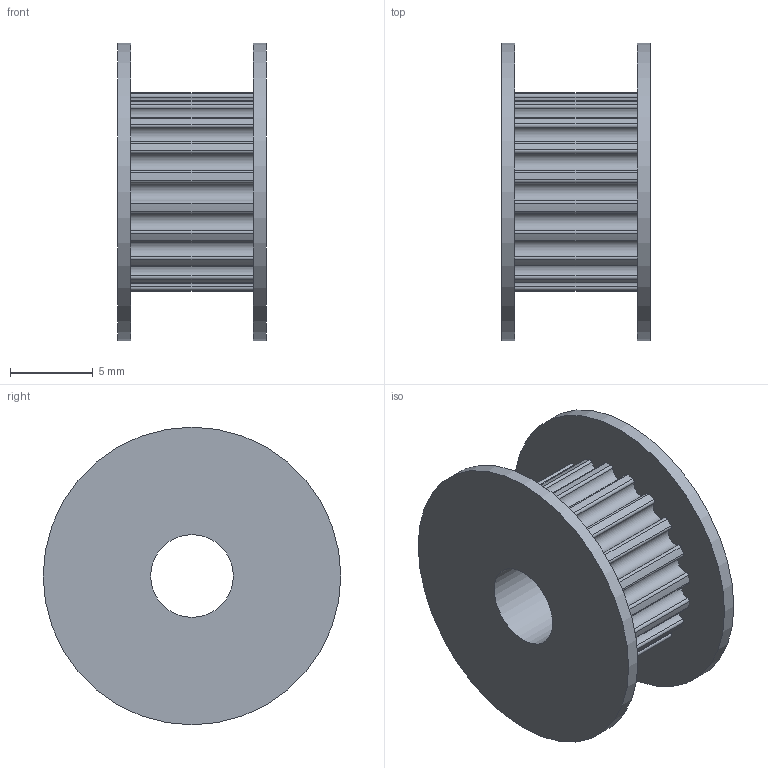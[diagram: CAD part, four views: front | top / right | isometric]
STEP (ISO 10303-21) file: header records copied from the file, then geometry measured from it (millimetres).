
FILE_DESCRIPTION(/* description */ (''),/* implementation_level */ '2;1');
FILE_NAME(/* name */ 'GT2Pulley20T.step',/* time_stamp */ '2020-11-20T05:28:49-05:00',/* author */ (''),/* organization */ (''),/* preprocessor_version */ 'ST-DEVELOPER v18.1',/* originating_system */ 'Autodesk Translation Framework v9.3.0.1241',/* authorisation */ '');
FILE_SCHEMA (('AUTOMOTIVE_DESIGN { 1 0 10303 214 3 1 1 }'));
Length unit declared in the file: millimetre
Products named in the file (1): GT2_20t_wheel_pulley
Bounding box: 9 x 18 x 18 mm (x, y, z)
Volume: 978.8 mm3; surface area: 1408.3 mm2
Topology: 1 solids, 1 shells, 87 faces, 249 edges, 166 vertices
Faces by surface type: cylinder 83, plane 4
Full cylindrical faces by diameter (mm): 5 x1, 18 x2
Entity records: 2993 total; most frequent: DIRECTION 591, CARTESIAN_POINT 503, ORIENTED_EDGE 498, AXIS2_PLACEMENT_3D 254, EDGE_CURVE 249, CIRCLE 166, VERTEX_POINT 166, EDGE_LOOP 91
